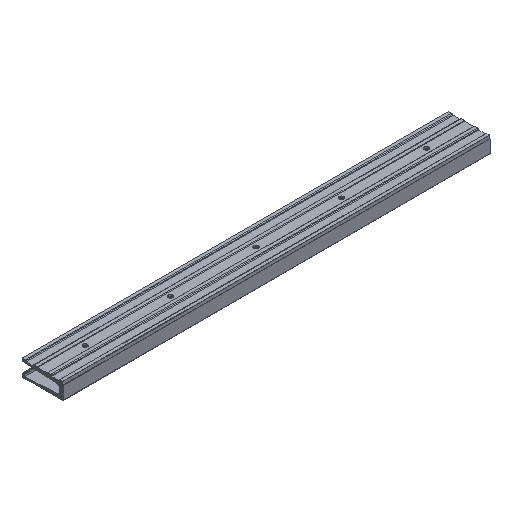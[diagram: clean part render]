
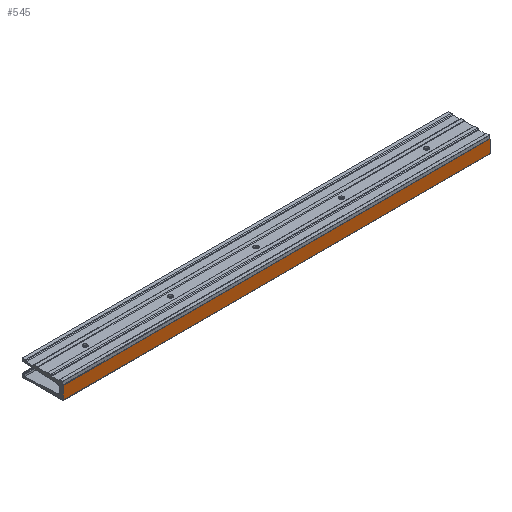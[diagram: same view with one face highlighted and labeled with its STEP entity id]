
A CAD part, isometric view. The second image highlights one B-rep face of the part: STEP entity #545.
In plain terms, the highlighted planar face has unit normal (0, -1, 0).
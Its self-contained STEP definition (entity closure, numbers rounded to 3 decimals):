
#49 = FACE_OUTER_BOUND ( 'NONE', #732, .T. ) ;
#84 = LINE ( 'NONE', #2729, #2441 ) ;
#160 = EDGE_CURVE ( 'NONE', #526, #451, #2991, .T. ) ;
#187 = VECTOR ( 'NONE', #2064, 1000. ) ;
#246 = LINE ( 'NONE', #728, #1667 ) ;
#311 = CARTESIAN_POINT ( 'NONE',  ( 0., 0., 18.8 ) ) ;
#339 = EDGE_CURVE ( 'NONE', #451, #2148, #84, .T. ) ;
#451 = VERTEX_POINT ( 'NONE', #311 ) ;
#526 = VERTEX_POINT ( 'NONE', #2671 ) ;
#544 = CARTESIAN_POINT ( 'NONE',  ( 1250., 0., 18.8 ) ) ;
#545 = ADVANCED_FACE ( 'NONE', ( #49 ), #1540, .F. ) ;
#590 = DIRECTION ( 'NONE',  ( 0., 0., -1. ) ) ;
#651 = ORIENTED_EDGE ( 'NONE', *, *, #1134, .F. ) ;
#654 = VECTOR ( 'NONE', #2598, 1000. ) ;
#728 = CARTESIAN_POINT ( 'NONE',  ( 1250., 0., -18.8 ) ) ;
#732 = EDGE_LOOP ( 'NONE', ( #2513, #1930, #651, #1465 ) ) ;
#799 = DIRECTION ( 'NONE',  ( 0., 1., 0. ) ) ;
#1134 = EDGE_CURVE ( 'NONE', #526, #2009, #1420, .T. ) ;
#1348 = AXIS2_PLACEMENT_3D ( 'NONE', #544, #799, #2468 ) ;
#1367 = CARTESIAN_POINT ( 'NONE',  ( 1250., 0., -18.8 ) ) ;
#1375 = EDGE_CURVE ( 'NONE', #2009, #2148, #246, .T. ) ;
#1420 = LINE ( 'NONE', #2107, #654 ) ;
#1465 = ORIENTED_EDGE ( 'NONE', *, *, #160, .T. ) ;
#1540 = PLANE ( 'NONE',  #1348 ) ;
#1655 = DIRECTION ( 'NONE',  ( -1., 0., 0. ) ) ;
#1667 = VECTOR ( 'NONE', #1655, 1000. ) ;
#1930 = ORIENTED_EDGE ( 'NONE', *, *, #1375, .F. ) ;
#2009 = VERTEX_POINT ( 'NONE', #1367 ) ;
#2064 = DIRECTION ( 'NONE',  ( -1., 0., 0. ) ) ;
#2107 = CARTESIAN_POINT ( 'NONE',  ( 1250., 0., 18.8 ) ) ;
#2148 = VERTEX_POINT ( 'NONE', #2855 ) ;
#2441 = VECTOR ( 'NONE', #590, 1000. ) ;
#2468 = DIRECTION ( 'NONE',  ( 0., 0., 1. ) ) ;
#2513 = ORIENTED_EDGE ( 'NONE', *, *, #339, .T. ) ;
#2598 = DIRECTION ( 'NONE',  ( 0., 0., -1. ) ) ;
#2671 = CARTESIAN_POINT ( 'NONE',  ( 1250., 0., 18.8 ) ) ;
#2729 = CARTESIAN_POINT ( 'NONE',  ( 0., 0., 18.8 ) ) ;
#2751 = CARTESIAN_POINT ( 'NONE',  ( 1250., 0., 18.8 ) ) ;
#2855 = CARTESIAN_POINT ( 'NONE',  ( 0., 0., -18.8 ) ) ;
#2991 = LINE ( 'NONE', #2751, #187 ) ;
